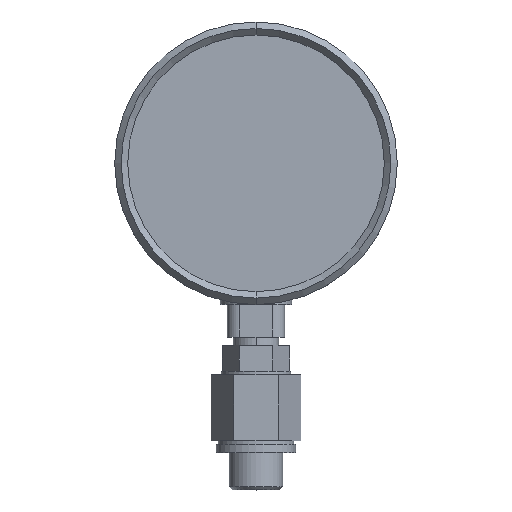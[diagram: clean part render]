
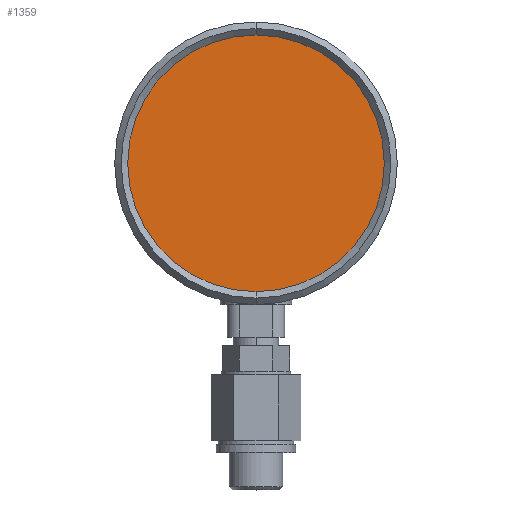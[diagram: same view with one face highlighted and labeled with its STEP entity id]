
A CAD part, top view. The second image highlights one B-rep face of the part: STEP entity #1359.
In plain terms, the highlighted planar face has unit normal (0, 0, 1).
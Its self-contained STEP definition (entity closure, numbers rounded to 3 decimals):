
#359=CARTESIAN_POINT('',(0.,50.859,17.463));
#360=DIRECTION('',(0.,0.,1.));
#361=DIRECTION('',(0.,-1.,0.));
#362=AXIS2_PLACEMENT_3D('',#359,#360,#361);
#372=CARTESIAN_POINT('',(0.,50.859,17.463));
#373=DIRECTION('',(0.,0.,-1.));
#374=DIRECTION('',(0.,-1.,0.));
#375=AXIS2_PLACEMENT_3D('',#372,#373,#374);
#706=CARTESIAN_POINT('',(0.,19.49,17.463));
#708=VERTEX_POINT('',#706);
#714=CARTESIAN_POINT('',(0.,82.228,17.463));
#716=VERTEX_POINT('',#714);
#1350=CARTESIAN_POINT('',(0.,50.859,17.463));
#1351=DIRECTION('',(0.,0.,1.));
#1352=DIRECTION('',(0.,1.,0.));
#1353=AXIS2_PLACEMENT_3D('',#1350,#1351,#1352);
#1354=PLANE('',#1353);
#1355=ORIENTED_EDGE('',*,*,#1345,.T.);
#1356=ORIENTED_EDGE('',*,*,#1329,.F.);
#1357=EDGE_LOOP('',(#1355,#1356));
#1358=FACE_OUTER_BOUND('',#1357,.F.);
#363=CIRCLE('',#362,31.369);
#376=CIRCLE('',#375,31.369);
#1329=EDGE_CURVE('',#708,#716,#363,.T.);
#1345=EDGE_CURVE('',#708,#716,#376,.T.);
#1359=ADVANCED_FACE('',(#1358),#1354,.T.);
